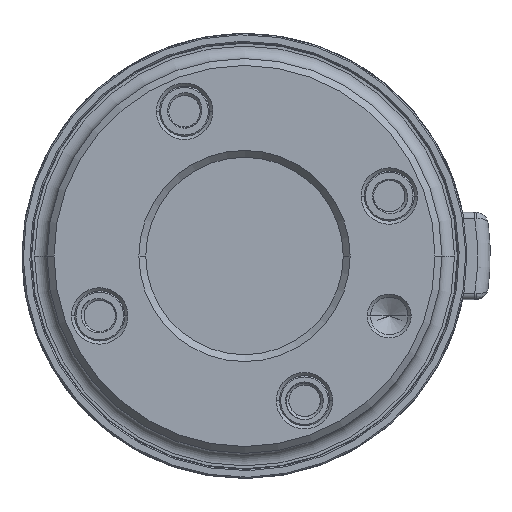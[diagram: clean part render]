
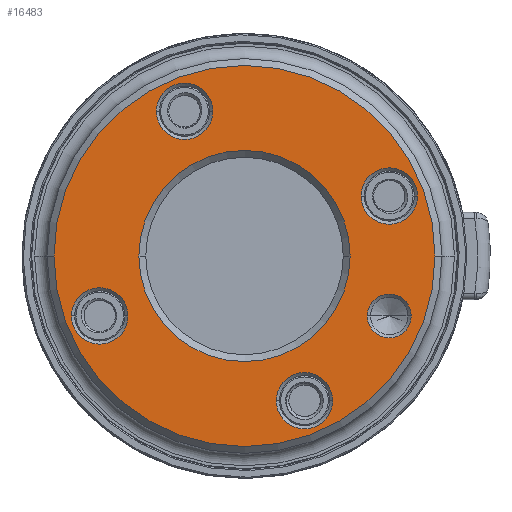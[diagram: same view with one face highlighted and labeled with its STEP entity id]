
A CAD part, front view. The second image highlights one B-rep face of the part: STEP entity #16483.
In plain terms, the highlighted face is planar.
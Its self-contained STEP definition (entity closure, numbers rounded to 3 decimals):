
#352 = CARTESIAN_POINT ( 'NONE',  ( 23.097, 10.3, -14.067 ) ) ;
#501 = ORIENTED_EDGE ( 'NONE', *, *, #36079, .T. ) ;
#536 = AXIS2_PLACEMENT_3D ( 'NONE', #47211, #43125, #24915 ) ;
#787 = CARTESIAN_POINT ( 'NONE',  ( 9.567, 10.3, 18.597 ) ) ;
#1331 = FACE_OUTER_BOUND ( 'NONE', #10966, .T. ) ;
#1352 = EDGE_CURVE ( 'NONE', #8504, #31130, #14791, .T. ) ;
#1476 = CARTESIAN_POINT ( 'NONE',  ( -23.097, 10.3, 9.567 ) ) ;
#1812 = ORIENTED_EDGE ( 'NONE', *, *, #31953, .T. ) ;
#2075 = CIRCLE ( 'NONE', #536, 16.85 ) ;
#2453 = ORIENTED_EDGE ( 'NONE', *, *, #6606, .T. ) ;
#3242 = DIRECTION ( 'NONE',  ( 0., 0., 1. ) ) ;
#4379 = CARTESIAN_POINT ( 'NONE',  ( -9.567, 10.3, -27.597 ) ) ;
#4935 = DIRECTION ( 'NONE',  ( 0., 1., 0. ) ) ;
#6120 = CARTESIAN_POINT ( 'NONE',  ( -9.567, 10.3, 19.597 ) ) ;
#6606 = EDGE_CURVE ( 'NONE', #31616, #27267, #34366, .T. ) ;
#7037 = DIRECTION ( 'NONE',  ( 0., -1., 0. ) ) ;
#7264 = VERTEX_POINT ( 'NONE', #22903 ) ;
#7596 = CARTESIAN_POINT ( 'NONE',  ( 0., 10.3, 0. ) ) ;
#8318 = FACE_BOUND ( 'NONE', #13322, .T. ) ;
#8399 = VERTEX_POINT ( 'NONE', #33390 ) ;
#8473 = EDGE_CURVE ( 'NONE', #36684, #39620, #36846, .T. ) ;
#8504 = VERTEX_POINT ( 'NONE', #27371 ) ;
#8542 = CARTESIAN_POINT ( 'NONE',  ( 0., 10.3, 0. ) ) ;
#8824 = CIRCLE ( 'NONE', #40224, 3.5 ) ;
#8869 = DIRECTION ( 'NONE',  ( 0., 0., 1. ) ) ;
#9010 = FACE_BOUND ( 'NONE', #22974, .T. ) ;
#9670 = AXIS2_PLACEMENT_3D ( 'NONE', #43297, #18385, #3242 ) ;
#9850 = EDGE_CURVE ( 'NONE', #44813, #40453, #15099, .T. ) ;
#10375 = CIRCLE ( 'NONE', #41749, 30.4 ) ;
#10470 = DIRECTION ( 'NONE',  ( 0., 0., 1. ) ) ;
#10966 = EDGE_LOOP ( 'NONE', ( #15799, #1812 ) ) ;
#11108 = CARTESIAN_POINT ( 'NONE',  ( -23.097, 10.3, 9.567 ) ) ;
#11221 = ORIENTED_EDGE ( 'NONE', *, *, #8473, .T. ) ;
#11337 = DIRECTION ( 'NONE',  ( 0., 0., 1. ) ) ;
#11431 = DIRECTION ( 'NONE',  ( 0., 0., 1. ) ) ;
#11746 = ORIENTED_EDGE ( 'NONE', *, *, #18333, .T. ) ;
#12094 = AXIS2_PLACEMENT_3D ( 'NONE', #24396, #16501, #45733 ) ;
#12204 = EDGE_CURVE ( 'NONE', #8399, #25189, #2075, .T. ) ;
#12509 = EDGE_CURVE ( 'NONE', #27267, #31616, #16663, .T. ) ;
#12608 = CARTESIAN_POINT ( 'NONE',  ( 9.567, 10.3, 23.097 ) ) ;
#13054 = CARTESIAN_POINT ( 'NONE',  ( 0., 10.3, 30.4 ) ) ;
#13171 = CIRCLE ( 'NONE', #27686, 4.5 ) ;
#13186 = DIRECTION ( 'NONE',  ( 0., -1., 0. ) ) ;
#13322 = EDGE_LOOP ( 'NONE', ( #45360, #24077 ) ) ;
#13450 = EDGE_CURVE ( 'NONE', #26500, #33361, #27095, .T. ) ;
#13722 = AXIS2_PLACEMENT_3D ( 'NONE', #46497, #24668, #25153 ) ;
#14031 = AXIS2_PLACEMENT_3D ( 'NONE', #14162, #25184, #39822 ) ;
#14162 = CARTESIAN_POINT ( 'NONE',  ( -9.567, 10.3, -23.097 ) ) ;
#14472 = DIRECTION ( 'NONE',  ( 0., -1., 0. ) ) ;
#14791 = CIRCLE ( 'NONE', #14031, 4.5 ) ;
#15099 = CIRCLE ( 'NONE', #34216, 30.4 ) ;
#15799 = ORIENTED_EDGE ( 'NONE', *, *, #9850, .T. ) ;
#15944 = DIRECTION ( 'NONE',  ( 0., 0., 1. ) ) ;
#16200 = AXIS2_PLACEMENT_3D ( 'NONE', #1476, #26908, #24016 ) ;
#16233 = FACE_BOUND ( 'NONE', #18638, .T. ) ;
#16483 = ADVANCED_FACE ( 'NONE', ( #16233, #8318, #26527, #44511, #9010, #1331, #26772 ), #37784, .T. ) ;
#16501 = DIRECTION ( 'NONE',  ( 0., -1., 0. ) ) ;
#16663 = CIRCLE ( 'NONE', #12094, 4.5 ) ;
#17528 = CIRCLE ( 'NONE', #19802, 4.5 ) ;
#18054 = CARTESIAN_POINT ( 'NONE',  ( -23.097, 10.3, 14.067 ) ) ;
#18333 = EDGE_CURVE ( 'NONE', #39620, #36684, #17528, .T. ) ;
#18385 = DIRECTION ( 'NONE',  ( 0., -1., 0. ) ) ;
#18638 = EDGE_LOOP ( 'NONE', ( #37650, #45449 ) ) ;
#19391 = CIRCLE ( 'NONE', #24011, 4.5 ) ;
#19790 = DIRECTION ( 'NONE',  ( 0., 0., 1. ) ) ;
#19802 = AXIS2_PLACEMENT_3D ( 'NONE', #11108, #7037, #40132 ) ;
#20257 = CARTESIAN_POINT ( 'NONE',  ( 23.097, 10.3, -5.067 ) ) ;
#22903 = CARTESIAN_POINT ( 'NONE',  ( -9.567, 10.3, 26.597 ) ) ;
#22974 = EDGE_LOOP ( 'NONE', ( #11746, #11221 ) ) ;
#23169 = DIRECTION ( 'NONE',  ( 0., 0., 1. ) ) ;
#23990 = AXIS2_PLACEMENT_3D ( 'NONE', #7596, #44255, #11431 ) ;
#24011 = AXIS2_PLACEMENT_3D ( 'NONE', #25717, #14472, #11337 ) ;
#24016 = DIRECTION ( 'NONE',  ( 0., 0., 1. ) ) ;
#24077 = ORIENTED_EDGE ( 'NONE', *, *, #40795, .T. ) ;
#24156 = EDGE_CURVE ( 'NONE', #29294, #7264, #43351, .T. ) ;
#24205 = CARTESIAN_POINT ( 'NONE',  ( 0., 10.3, 0. ) ) ;
#24396 = CARTESIAN_POINT ( 'NONE',  ( 23.097, 10.3, -9.567 ) ) ;
#24668 = DIRECTION ( 'NONE',  ( 0., -1., 0. ) ) ;
#24915 = DIRECTION ( 'NONE',  ( 0., 0., 1. ) ) ;
#25153 = DIRECTION ( 'NONE',  ( 0., 0., 1. ) ) ;
#25184 = DIRECTION ( 'NONE',  ( 0., -1., 0. ) ) ;
#25189 = VERTEX_POINT ( 'NONE', #43711 ) ;
#25535 = EDGE_LOOP ( 'NONE', ( #40320, #25885 ) ) ;
#25717 = CARTESIAN_POINT ( 'NONE',  ( -9.567, 10.3, -23.097 ) ) ;
#25885 = ORIENTED_EDGE ( 'NONE', *, *, #30025, .T. ) ;
#26045 = EDGE_LOOP ( 'NONE', ( #45752, #501 ) ) ;
#26500 = VERTEX_POINT ( 'NONE', #32173 ) ;
#26527 = FACE_BOUND ( 'NONE', #36966, .T. ) ;
#26772 = FACE_BOUND ( 'NONE', #26045, .T. ) ;
#26838 = EDGE_CURVE ( 'NONE', #7264, #29294, #8824, .T. ) ;
#26908 = DIRECTION ( 'NONE',  ( 0., -1., 0. ) ) ;
#27095 = CIRCLE ( 'NONE', #38592, 4.5 ) ;
#27267 = VERTEX_POINT ( 'NONE', #20257 ) ;
#27371 = CARTESIAN_POINT ( 'NONE',  ( -9.567, 10.3, -18.597 ) ) ;
#27686 = AXIS2_PLACEMENT_3D ( 'NONE', #12608, #42529, #19790 ) ;
#29294 = VERTEX_POINT ( 'NONE', #6120 ) ;
#30025 = EDGE_CURVE ( 'NONE', #33361, #26500, #13171, .T. ) ;
#30697 = DIRECTION ( 'NONE',  ( 0., 0., 1. ) ) ;
#31130 = VERTEX_POINT ( 'NONE', #4379 ) ;
#31150 = CARTESIAN_POINT ( 'NONE',  ( -9.567, 10.3, 23.097 ) ) ;
#31616 = VERTEX_POINT ( 'NONE', #352 ) ;
#31953 = EDGE_CURVE ( 'NONE', #40453, #44813, #10375, .T. ) ;
#32173 = CARTESIAN_POINT ( 'NONE',  ( 9.567, 10.3, 27.597 ) ) ;
#33361 = VERTEX_POINT ( 'NONE', #787 ) ;
#33390 = CARTESIAN_POINT ( 'NONE',  ( 0., 10.3, 16.85 ) ) ;
#33420 = CARTESIAN_POINT ( 'NONE',  ( 9.567, 10.3, 23.097 ) ) ;
#33649 = DIRECTION ( 'NONE',  ( 0., 1., 0. ) ) ;
#33676 = CARTESIAN_POINT ( 'NONE',  ( 0., 10.3, -30.4 ) ) ;
#33818 = ORIENTED_EDGE ( 'NONE', *, *, #12509, .T. ) ;
#34216 = AXIS2_PLACEMENT_3D ( 'NONE', #41956, #34523, #30697 ) ;
#34366 = CIRCLE ( 'NONE', #13722, 4.5 ) ;
#34523 = DIRECTION ( 'NONE',  ( 0., 1., 0. ) ) ;
#36079 = EDGE_CURVE ( 'NONE', #25189, #8399, #40058, .T. ) ;
#36684 = VERTEX_POINT ( 'NONE', #40773 ) ;
#36846 = CIRCLE ( 'NONE', #16200, 4.5 ) ;
#36966 = EDGE_LOOP ( 'NONE', ( #33818, #2453 ) ) ;
#37650 = ORIENTED_EDGE ( 'NONE', *, *, #26838, .T. ) ;
#37784 = PLANE ( 'NONE',  #43134 ) ;
#38592 = AXIS2_PLACEMENT_3D ( 'NONE', #33420, #40629, #15944 ) ;
#39620 = VERTEX_POINT ( 'NONE', #18054 ) ;
#39822 = DIRECTION ( 'NONE',  ( 0., 0., 1. ) ) ;
#40058 = CIRCLE ( 'NONE', #23990, 16.85 ) ;
#40132 = DIRECTION ( 'NONE',  ( 0., 0., 1. ) ) ;
#40224 = AXIS2_PLACEMENT_3D ( 'NONE', #31150, #13186, #10470 ) ;
#40320 = ORIENTED_EDGE ( 'NONE', *, *, #13450, .T. ) ;
#40453 = VERTEX_POINT ( 'NONE', #13054 ) ;
#40629 = DIRECTION ( 'NONE',  ( 0., -1., 0. ) ) ;
#40773 = CARTESIAN_POINT ( 'NONE',  ( -23.097, 10.3, 5.067 ) ) ;
#40795 = EDGE_CURVE ( 'NONE', #31130, #8504, #19391, .T. ) ;
#41749 = AXIS2_PLACEMENT_3D ( 'NONE', #24205, #33649, #8869 ) ;
#41956 = CARTESIAN_POINT ( 'NONE',  ( 0., 10.3, 0. ) ) ;
#42529 = DIRECTION ( 'NONE',  ( 0., -1., 0. ) ) ;
#43125 = DIRECTION ( 'NONE',  ( 0., -1., 0. ) ) ;
#43134 = AXIS2_PLACEMENT_3D ( 'NONE', #8542, #4935, #23169 ) ;
#43297 = CARTESIAN_POINT ( 'NONE',  ( -9.567, 10.3, 23.097 ) ) ;
#43351 = CIRCLE ( 'NONE', #9670, 3.5 ) ;
#43711 = CARTESIAN_POINT ( 'NONE',  ( 0., 10.3, -16.85 ) ) ;
#44255 = DIRECTION ( 'NONE',  ( 0., -1., 0. ) ) ;
#44511 = FACE_BOUND ( 'NONE', #25535, .T. ) ;
#44813 = VERTEX_POINT ( 'NONE', #33676 ) ;
#45360 = ORIENTED_EDGE ( 'NONE', *, *, #1352, .T. ) ;
#45449 = ORIENTED_EDGE ( 'NONE', *, *, #24156, .T. ) ;
#45733 = DIRECTION ( 'NONE',  ( 0., 0., 1. ) ) ;
#45752 = ORIENTED_EDGE ( 'NONE', *, *, #12204, .T. ) ;
#46497 = CARTESIAN_POINT ( 'NONE',  ( 23.097, 10.3, -9.567 ) ) ;
#47211 = CARTESIAN_POINT ( 'NONE',  ( 0., 10.3, 0. ) ) ;
